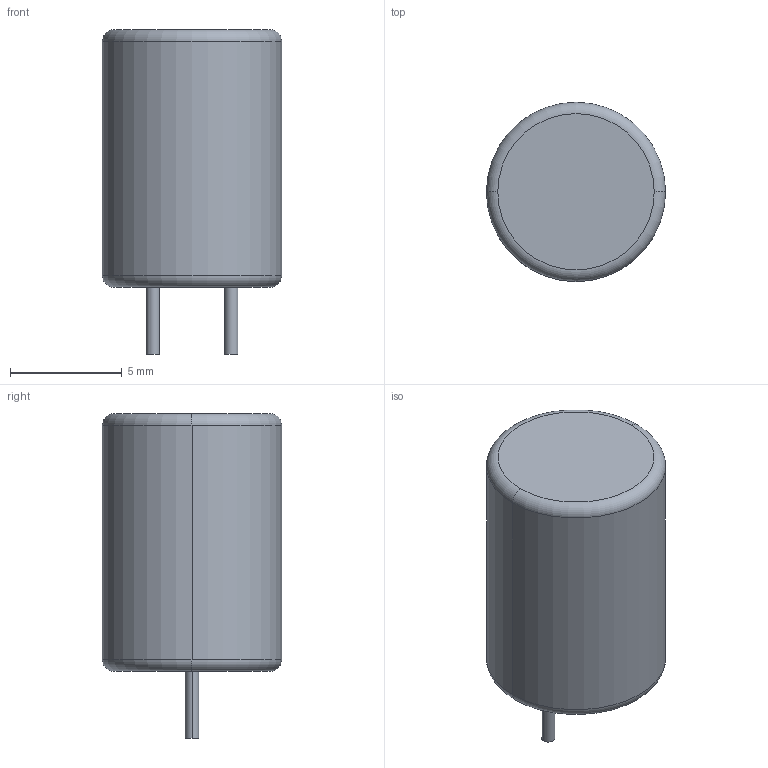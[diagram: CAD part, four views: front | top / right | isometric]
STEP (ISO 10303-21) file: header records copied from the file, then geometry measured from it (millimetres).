
FILE_DESCRIPTION (( 'STEP AP203' ), '1' );
FILE_NAME ('PCAP6()_CP6100U50VC0G_Default_sldprt.STEP', '2016-06-02T17:08:40', ( 'Shusen Zhang' ), ( 'MathWorks' ), 'SwSTEP 2.0', 'SolidWorks 2015', '' );
FILE_SCHEMA (( 'CONFIG_CONTROL_DESIGN' ));
Length unit declared in the file: inch
Products named in the file (1): PCAP6()_CP6100U50VC0G_Default_sldprt
Bounding box: 8 x 8 x 14.5 mm (x, y, z)
Volume: 577 mm3; surface area: 389.7 mm2
Topology: 1 solids, 1 shells, 14 faces, 26 edges, 16 vertices
Faces by surface type: cylinder 6, torus 4, plane 4
Entity records: 437 total; most frequent: DIRECTION 76, CARTESIAN_POINT 57, ORIENTED_EDGE 52, AXIS2_PLACEMENT_3D 35, EDGE_CURVE 26, CIRCLE 20, VERTEX_POINT 16, EDGE_LOOP 16
